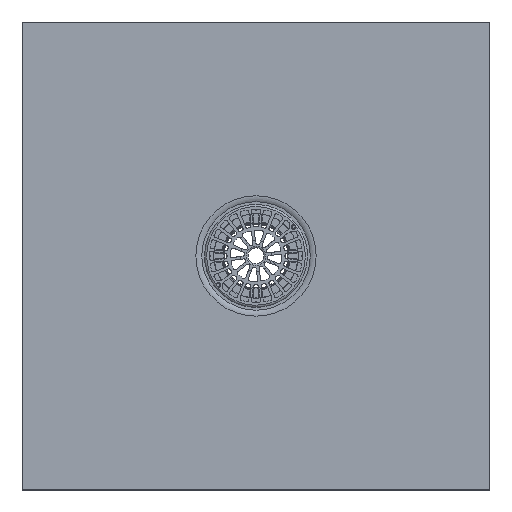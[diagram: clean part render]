
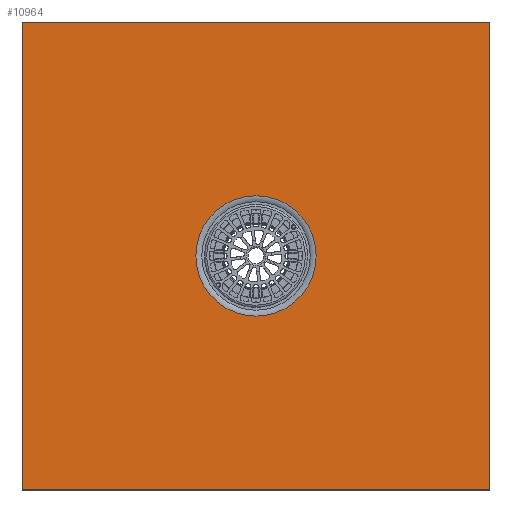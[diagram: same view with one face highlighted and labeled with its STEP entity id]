
A CAD part, top view. The second image highlights one B-rep face of the part: STEP entity #10964.
In plain terms, the highlighted planar face has unit normal (0, 0, 1).
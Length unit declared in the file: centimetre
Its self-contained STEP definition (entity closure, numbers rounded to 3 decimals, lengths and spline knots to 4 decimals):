
#757=LINE('',#18757,#1370);
#761=LINE('',#18764,#1374);
#764=LINE('',#18770,#1377);
#765=LINE('',#18772,#1378);
#1370=VECTOR('',#14074,1.);
#1374=VECTOR('',#14080,1.);
#1377=VECTOR('',#14085,1.);
#1378=VECTOR('',#14088,1.);
#1988=FACE_BOUND('',#3090,.T.);
#2096=PLANE('',#11950);
#2436=FACE_OUTER_BOUND('',#3089,.T.);
#3089=EDGE_LOOP('',(#8349,#8350,#8351,#8352));
#3090=EDGE_LOOP('',(#8353));
#3902=CIRCLE('',#11920,64.3137);
#4715=VERTEX_POINT('',#18708);
#4730=VERTEX_POINT('',#18754);
#4731=VERTEX_POINT('',#18756);
#4733=VERTEX_POINT('',#18762);
#4735=VERTEX_POINT('',#18768);
#6037=EDGE_CURVE('',#4715,#4715,#3902,.T.);
#6060=EDGE_CURVE('',#4730,#4731,#757,.T.);
#6064=EDGE_CURVE('',#4733,#4730,#761,.T.);
#6067=EDGE_CURVE('',#4735,#4733,#764,.T.);
#6068=EDGE_CURVE('',#4731,#4735,#765,.T.);
#8349=ORIENTED_EDGE('',*,*,#6060,.F.);
#8350=ORIENTED_EDGE('',*,*,#6064,.F.);
#8351=ORIENTED_EDGE('',*,*,#6067,.F.);
#8352=ORIENTED_EDGE('',*,*,#6068,.F.);
#8353=ORIENTED_EDGE('',*,*,#6037,.T.);
#10964=ADVANCED_FACE('',(#2436,#1988),#2096,.F.);
#11920=AXIS2_PLACEMENT_3D('',#18709,#14014,#14015);
#11950=AXIS2_PLACEMENT_3D('',#18771,#14086,#14087);
#14014=DIRECTION('center_axis',(0.,0.,-1.));
#14015=DIRECTION('ref_axis',(1.,0.,0.));
#14074=DIRECTION('',(0.,-1.,0.));
#14080=DIRECTION('',(1.,0.,0.));
#14085=DIRECTION('',(0.,1.,0.));
#14086=DIRECTION('center_axis',(0.,0.,-1.));
#14087=DIRECTION('ref_axis',(-1.,0.,0.));
#14088=DIRECTION('',(-1.,0.,0.));
#18708=CARTESIAN_POINT('',(978.9084,238.436,228.));
#18709=CARTESIAN_POINT('Origin',(978.9084,302.7497,228.));
#18754=CARTESIAN_POINT('',(1228.9084,552.7497,228.));
#18756=CARTESIAN_POINT('',(1228.9084,52.7497,228.));
#18757=CARTESIAN_POINT('',(1228.9084,302.7497,228.));
#18762=CARTESIAN_POINT('',(728.9084,552.7497,228.));
#18764=CARTESIAN_POINT('',(978.9084,552.7497,228.));
#18768=CARTESIAN_POINT('',(728.9084,52.7497,228.));
#18770=CARTESIAN_POINT('',(728.9084,302.7497,228.));
#18771=CARTESIAN_POINT('Origin',(978.9084,302.7497,228.));
#18772=CARTESIAN_POINT('',(978.9084,52.7497,228.));
